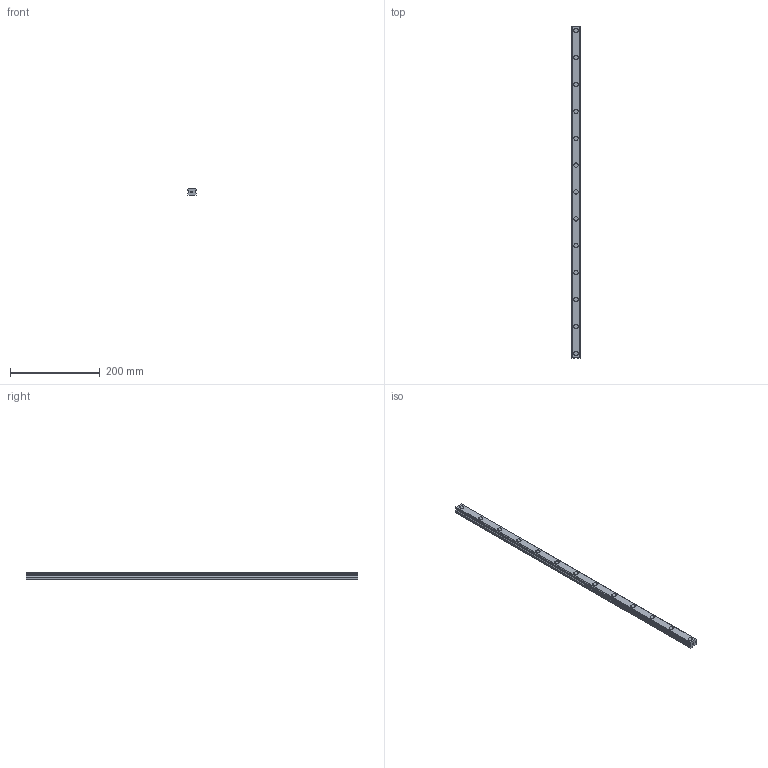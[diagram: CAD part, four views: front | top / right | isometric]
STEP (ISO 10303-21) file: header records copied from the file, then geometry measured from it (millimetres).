
FILE_DESCRIPTION(('STEP AP214'),'1');
FILE_NAME('cctmp_25DA8154-9370-474C-902B-D8BF1B7D3FDA_2021_02_03_14_00_43_0679..stp','2021-02-03T13:00:43',('HIWIN GmbH'),('CADClick - www.CADClick.com'),'Spatial InterOp 3D',' ','unknown authorization');
FILE_SCHEMA(('AUTOMOTIVE_DESIGN'));
Length unit declared in the file: millimetre
Products named in the file (1): EGR20R740C_FILE
Bounding box: 20 x 740 x 15.5 mm (x, y, z)
Volume: 198099 mm3; surface area: 59882.5 mm2
Topology: 1 solids, 1 shells, 259 faces, 629 edges, 402 vertices
Faces by surface type: plane 163, cylinder 96
Entity records: 9687 total; most frequent: DIRECTION 1393, CARTESIAN_POINT 1291, ORIENTED_EDGE 1258, EDGE_CURVE 629, AXIS2_PLACEMENT_3D 504, VERTEX_POINT 402, LINE 385, VECTOR 385
